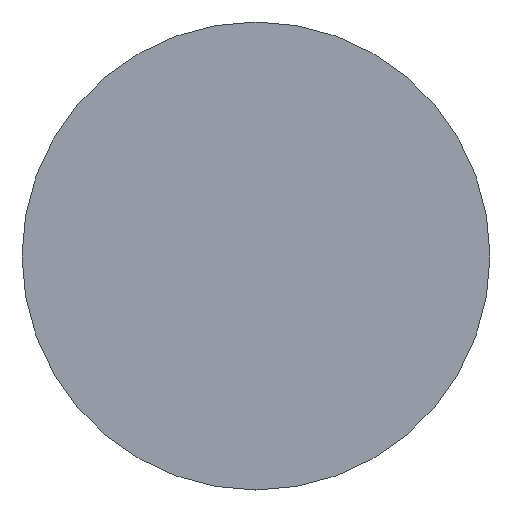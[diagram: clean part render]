
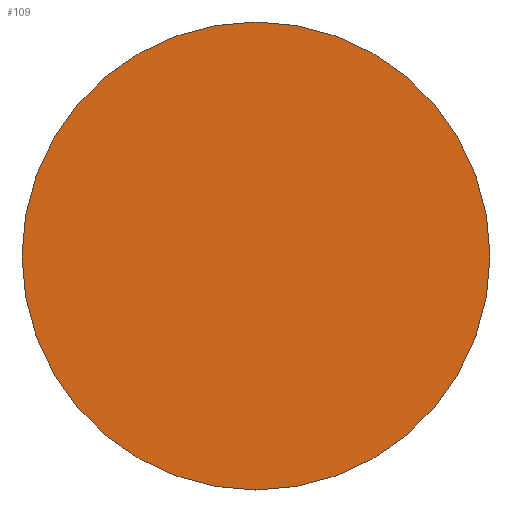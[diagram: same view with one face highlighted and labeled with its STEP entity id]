
A CAD part, top view. The second image highlights one B-rep face of the part: STEP entity #109.
In plain terms, the highlighted planar face has unit normal (0, 0, 1).
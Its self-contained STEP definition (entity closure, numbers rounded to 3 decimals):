
#63=AXIS2_PLACEMENT_3D('Circle Axis2P3D',#61,#62,$) ;
#80=AXIS2_PLACEMENT_3D('Circle Axis2P3D',#78,#79,$) ;
#103=AXIS2_PLACEMENT_3D('Plane Axis2P3D',#100,#101,#102) ;
#44=CARTESIAN_POINT('Vertex',(0.,15.,0.05)) ;
#58=CARTESIAN_POINT('Vertex',(30.,15.,0.05)) ;
#61=CARTESIAN_POINT('Axis2P3D Location',(15.,15.,0.05)) ;
#78=CARTESIAN_POINT('Axis2P3D Location',(15.,15.,0.05)) ;
#100=CARTESIAN_POINT('Axis2P3D Location',(15.,15.,0.05)) ;
#62=DIRECTION('Axis2P3D Direction',(0.,0.,1.)) ;
#79=DIRECTION('Axis2P3D Direction',(0.,0.,1.)) ;
#101=DIRECTION('Axis2P3D Direction',(0.,0.,1.)) ;
#102=DIRECTION('Axis2P3D XDirection',(-1.,0.,0.)) ;
#106=ORIENTED_EDGE('',*,*,#65,.T.) ;
#107=ORIENTED_EDGE('',*,*,#82,.T.) ;
#109=ADVANCED_FACE('S3D gedreht',(#108),#104,.T.) ;
#64=CIRCLE('generated circle',#63,15.) ;
#81=CIRCLE('generated circle',#80,15.) ;
#65=EDGE_CURVE('',#45,#59,#64,.T.) ;
#82=EDGE_CURVE('',#59,#45,#81,.T.) ;
#105=EDGE_LOOP('',(#106,#107)) ;
#108=FACE_OUTER_BOUND('',#105,.T.) ;
#104=PLANE('',#103) ;
#45=VERTEX_POINT('',#44) ;
#59=VERTEX_POINT('',#58) ;
